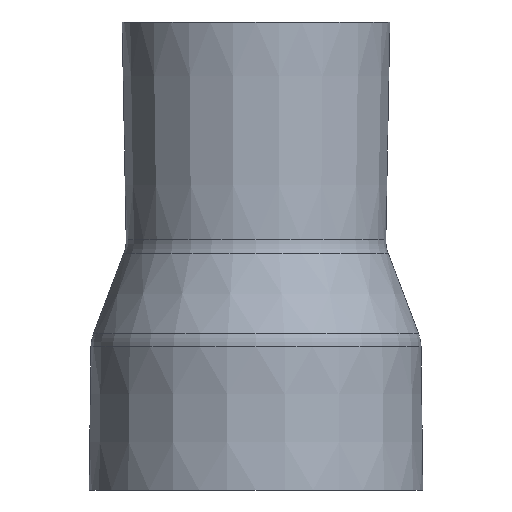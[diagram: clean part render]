
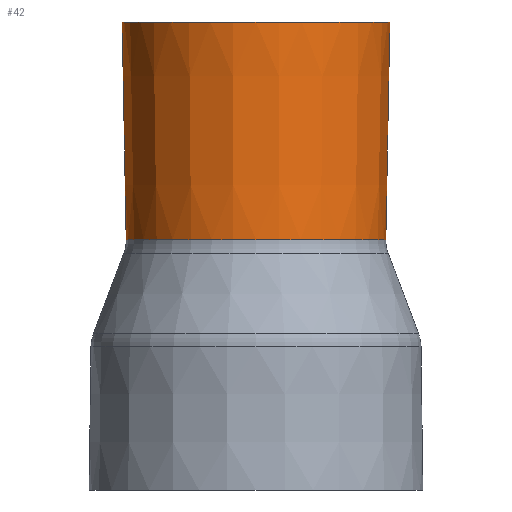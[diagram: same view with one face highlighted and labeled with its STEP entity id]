
A CAD part, front view. The second image highlights one B-rep face of the part: STEP entity #42.
In plain terms, the highlighted conical face has half-angle 1.05 degrees and reference radius 17.318 mm.
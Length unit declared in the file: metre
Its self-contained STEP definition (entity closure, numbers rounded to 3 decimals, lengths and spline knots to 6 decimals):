
#42 = ADVANCED_FACE( '', ( #89, #90 ), #91, .T. );
#89 = FACE_OUTER_BOUND( '', #144, .T. );
#90 = FACE_BOUND( '', #145, .T. );
#91 = CONICAL_SURFACE( '', #146, 0.017318, 0.018 );
#144 = EDGE_LOOP( '', ( #199 ) );
#145 = EDGE_LOOP( '', ( #200 ) );
#146 = AXIS2_PLACEMENT_3D( '', #201, #202, #203 );
#199 = ORIENTED_EDGE( '', *, *, #261, .T. );
#200 = ORIENTED_EDGE( '', *, *, #262, .F. );
#201 = CARTESIAN_POINT( '', ( 0., 0., 0.033389 ) );
#202 = DIRECTION( '', ( 0., 0., 1. ) );
#203 = DIRECTION( '', ( 1., 0., 0. ) );
#261 = EDGE_CURVE( '', #290, #290, #291, .T. );
#262 = EDGE_CURVE( '', #292, #292, #293, .T. );
#290 = VERTEX_POINT( '', #326 );
#291 = CIRCLE( '', #327, 0.01785 );
#292 = VERTEX_POINT( '', #328 );
#293 = CIRCLE( '', #329, 0.017318 );
#326 = CARTESIAN_POINT( '', ( -0.01785, 0., 0.062428 ) );
#327 = AXIS2_PLACEMENT_3D( '', #363, #364, #365 );
#328 = CARTESIAN_POINT( '', ( -0.017318, 0., 0.033389 ) );
#329 = AXIS2_PLACEMENT_3D( '', #366, #367, #368 );
#363 = CARTESIAN_POINT( '', ( 0., 0., 0.062428 ) );
#364 = DIRECTION( '', ( 0., 0., -1. ) );
#365 = DIRECTION( '', ( -1., 0., 0. ) );
#366 = CARTESIAN_POINT( '', ( 0., 0., 0.033389 ) );
#367 = DIRECTION( '', ( 0., 0., -1. ) );
#368 = DIRECTION( '', ( -1., 0., 0. ) );
